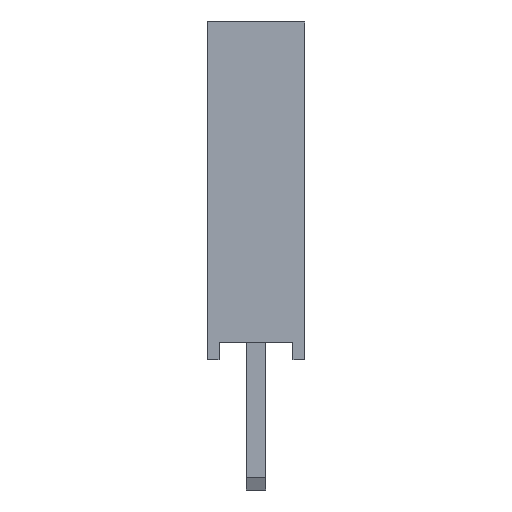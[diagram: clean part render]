
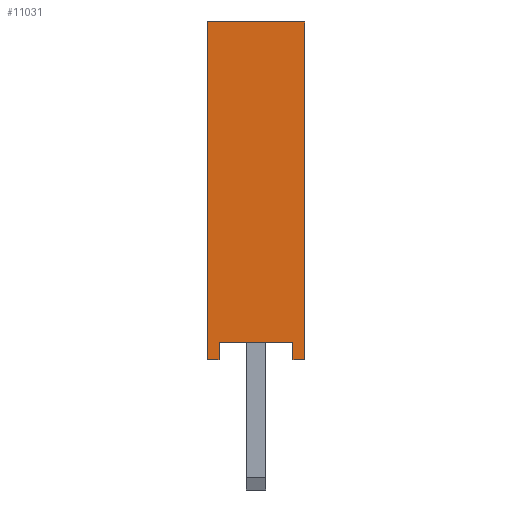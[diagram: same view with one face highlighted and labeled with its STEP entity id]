
A CAD part, left-side view. The second image highlights one B-rep face of the part: STEP entity #11031.
In plain terms, the highlighted planar face has unit normal (-1, 0, 0).
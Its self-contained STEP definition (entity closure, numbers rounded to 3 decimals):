
#280=FACE_OUTER_BOUND('',#895,.T.);
#895=EDGE_LOOP('',(#7185,#7186,#7187,#7188,#7189,#7190,#7191,#7192));
#1595=LINE('',#15408,#3038);
#1599=LINE('',#15417,#3042);
#1603=LINE('',#15424,#3046);
#1605=LINE('',#15430,#3048);
#1612=LINE('',#15444,#3055);
#1614=LINE('',#15448,#3057);
#1616=LINE('',#15452,#3059);
#1618=LINE('',#15455,#3061);
#3038=VECTOR('',#12514,10.);
#3042=VECTOR('',#12520,10.);
#3046=VECTOR('',#12526,10.);
#3048=VECTOR('',#12534,10.);
#3055=VECTOR('',#12545,10.);
#3057=VECTOR('',#12549,10.);
#3059=VECTOR('',#12553,10.);
#3061=VECTOR('',#12557,10.);
#4456=VERTEX_POINT('',#15406);
#4457=VERTEX_POINT('',#15407);
#4460=VERTEX_POINT('',#15415);
#4461=VERTEX_POINT('',#15416);
#4464=VERTEX_POINT('',#15429);
#4469=VERTEX_POINT('',#15443);
#4470=VERTEX_POINT('',#15447);
#4471=VERTEX_POINT('',#15451);
#5503=EDGE_CURVE('',#4456,#4457,#1595,.T.);
#5507=EDGE_CURVE('',#4460,#4461,#1599,.T.);
#5511=EDGE_CURVE('',#4457,#4460,#1603,.T.);
#5513=EDGE_CURVE('',#4461,#4464,#1605,.T.);
#5520=EDGE_CURVE('',#4469,#4456,#1612,.T.);
#5522=EDGE_CURVE('',#4470,#4469,#1614,.T.);
#5524=EDGE_CURVE('',#4471,#4470,#1616,.T.);
#5526=EDGE_CURVE('',#4464,#4471,#1618,.T.);
#7185=ORIENTED_EDGE('',*,*,#5520,.F.);
#7186=ORIENTED_EDGE('',*,*,#5522,.F.);
#7187=ORIENTED_EDGE('',*,*,#5524,.F.);
#7188=ORIENTED_EDGE('',*,*,#5526,.F.);
#7189=ORIENTED_EDGE('',*,*,#5513,.F.);
#7190=ORIENTED_EDGE('',*,*,#5507,.F.);
#7191=ORIENTED_EDGE('',*,*,#5511,.F.);
#7192=ORIENTED_EDGE('',*,*,#5503,.F.);
#10091=PLANE('',#11676);
#11031=ADVANCED_FACE('',(#280),#10091,.F.);
#11676=AXIS2_PLACEMENT_3D('',#15456,#12558,#12559);
#12514=DIRECTION('',(0.,0.,1.));
#12520=DIRECTION('',(0.,0.,-1.));
#12526=DIRECTION('',(0.,-1.,0.));
#12534=DIRECTION('',(0.,1.,0.));
#12545=DIRECTION('',(0.,1.,0.));
#12549=DIRECTION('',(0.,0.,-1.));
#12553=DIRECTION('',(0.,1.,0.));
#12557=DIRECTION('',(0.,0.,1.));
#12558=DIRECTION('center_axis',(1.,0.,0.));
#12559=DIRECTION('ref_axis',(0.,0.,-1.));
#15406=CARTESIAN_POINT('',(-1.317,1.238,0.));
#15407=CARTESIAN_POINT('',(-1.317,1.238,8.575));
#15408=CARTESIAN_POINT('',(-1.317,1.238,2.144));
#15415=CARTESIAN_POINT('',(-1.317,-1.238,8.575));
#15416=CARTESIAN_POINT('',(-1.317,-1.238,0.));
#15417=CARTESIAN_POINT('',(-1.317,-1.238,2.144));
#15424=CARTESIAN_POINT('',(-1.317,-1.238,8.575));
#15429=CARTESIAN_POINT('',(-1.317,-0.938,0.));
#15430=CARTESIAN_POINT('',(-1.317,-1.238,0.));
#15443=CARTESIAN_POINT('',(-1.317,0.938,0.));
#15444=CARTESIAN_POINT('',(-1.317,-1.238,0.));
#15447=CARTESIAN_POINT('',(-1.317,0.938,0.448));
#15448=CARTESIAN_POINT('',(-1.317,0.938,0.));
#15451=CARTESIAN_POINT('',(-1.317,-0.938,0.448));
#15452=CARTESIAN_POINT('',(-1.317,-0.15,0.448));
#15455=CARTESIAN_POINT('',(-1.317,-0.938,0.224));
#15456=CARTESIAN_POINT('Origin',(-1.317,-1.238,0.));
